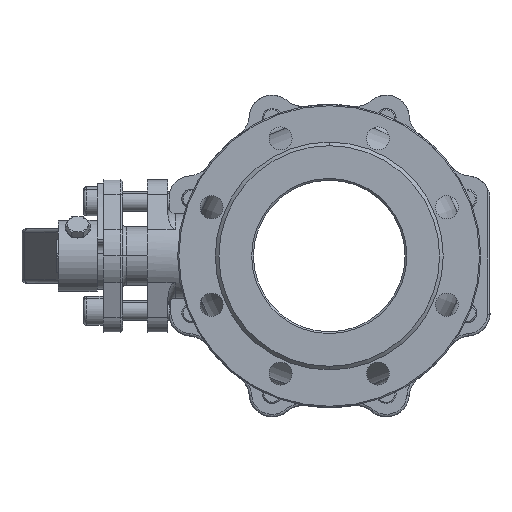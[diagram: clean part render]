
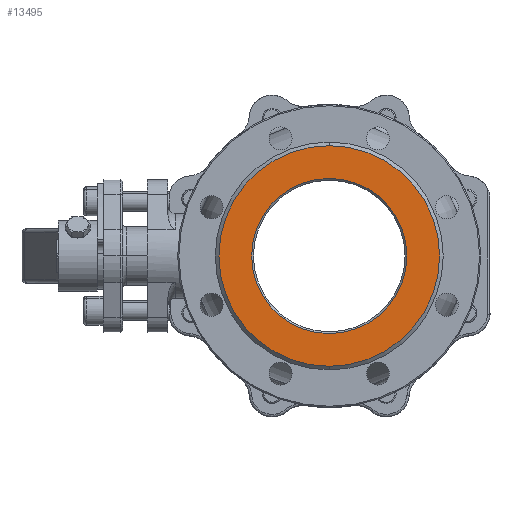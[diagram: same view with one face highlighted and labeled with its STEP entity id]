
A CAD part, left-side view. The second image highlights one B-rep face of the part: STEP entity #13495.
In plain terms, the highlighted planar face has unit normal (-1, 0, 0).
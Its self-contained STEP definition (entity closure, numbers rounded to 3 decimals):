
#724 = DIRECTION ( 'NONE',  ( -1., 0., 0. ) ) ;
#1021 = CARTESIAN_POINT ( 'NONE',  ( -156.746, 0., 0. ) ) ;
#1416 = AXIS2_PLACEMENT_3D ( 'NONE', #1021, #5837, #7752 ) ;
#1608 = VERTEX_POINT ( 'NONE', #13925 ) ;
#3381 = ORIENTED_EDGE ( 'NONE', *, *, #10433, .T. ) ;
#3653 = DIRECTION ( 'NONE',  ( 0., 0., 1. ) ) ;
#3853 = DIRECTION ( 'NONE',  ( 0., 0., 1. ) ) ;
#4345 = VERTEX_POINT ( 'NONE', #22512 ) ;
#4956 = EDGE_CURVE ( 'NONE', #10210, #1608, #22734, .T. ) ;
#5837 = DIRECTION ( 'NONE',  ( -1., 0., 0. ) ) ;
#5977 = CARTESIAN_POINT ( 'NONE',  ( -156.746, 0., 91. ) ) ;
#5992 = VERTEX_POINT ( 'NONE', #5977 ) ;
#6730 = EDGE_CURVE ( 'NONE', #1608, #10210, #27968, .T. ) ;
#7752 = DIRECTION ( 'NONE',  ( 0., 0., 1. ) ) ;
#10210 = VERTEX_POINT ( 'NONE', #19679 ) ;
#10423 = CARTESIAN_POINT ( 'NONE',  ( -156.746, 0., 0. ) ) ;
#10433 = EDGE_CURVE ( 'NONE', #4345, #5992, #26722, .T. ) ;
#10911 = PLANE ( 'NONE',  #17043 ) ;
#11228 = AXIS2_PLACEMENT_3D ( 'NONE', #13941, #724, #20537 ) ;
#11865 = CARTESIAN_POINT ( 'NONE',  ( -156.746, 0., 62.5 ) ) ;
#11933 = AXIS2_PLACEMENT_3D ( 'NONE', #10423, #16746, #3653 ) ;
#13121 = CIRCLE ( 'NONE', #11228, 91. ) ;
#13441 = EDGE_LOOP ( 'NONE', ( #3381, #20731 ) ) ;
#13495 = ADVANCED_FACE ( 'NONE', ( #16279, #14086 ), #10911, .T. ) ;
#13925 = CARTESIAN_POINT ( 'NONE',  ( -156.746, 0., 64. ) ) ;
#13931 = DIRECTION ( 'NONE',  ( 0., 0., 1. ) ) ;
#13941 = CARTESIAN_POINT ( 'NONE',  ( -156.746, 0., 0. ) ) ;
#14086 = FACE_OUTER_BOUND ( 'NONE', #13441, .T. ) ;
#15305 = AXIS2_PLACEMENT_3D ( 'NONE', #23990, #23844, #3853 ) ;
#16279 = FACE_BOUND ( 'NONE', #18881, .T. ) ;
#16746 = DIRECTION ( 'NONE',  ( 1., 0., 0. ) ) ;
#17043 = AXIS2_PLACEMENT_3D ( 'NONE', #11865, #19849, #13931 ) ;
#18881 = EDGE_LOOP ( 'NONE', ( #23141, #27208 ) ) ;
#19679 = CARTESIAN_POINT ( 'NONE',  ( -156.746, 0., -64. ) ) ;
#19849 = DIRECTION ( 'NONE',  ( -1., 0., 0. ) ) ;
#20516 = EDGE_CURVE ( 'NONE', #5992, #4345, #13121, .T. ) ;
#20537 = DIRECTION ( 'NONE',  ( 0., 0., 1. ) ) ;
#20731 = ORIENTED_EDGE ( 'NONE', *, *, #20516, .T. ) ;
#22512 = CARTESIAN_POINT ( 'NONE',  ( -156.746, 0., -91. ) ) ;
#22734 = CIRCLE ( 'NONE', #11933, 64. ) ;
#23141 = ORIENTED_EDGE ( 'NONE', *, *, #6730, .T. ) ;
#23844 = DIRECTION ( 'NONE',  ( 1., 0., 0. ) ) ;
#23990 = CARTESIAN_POINT ( 'NONE',  ( -156.746, 0., 0. ) ) ;
#26722 = CIRCLE ( 'NONE', #1416, 91. ) ;
#27208 = ORIENTED_EDGE ( 'NONE', *, *, #4956, .T. ) ;
#27968 = CIRCLE ( 'NONE', #15305, 64. ) ;
